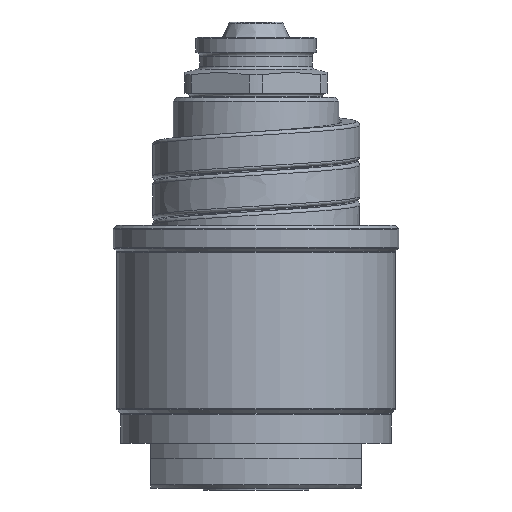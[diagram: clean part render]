
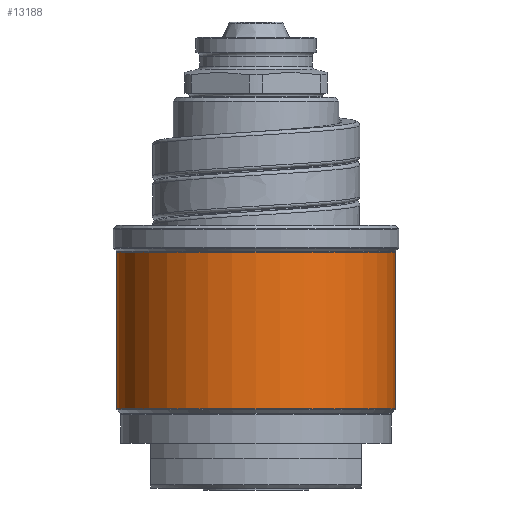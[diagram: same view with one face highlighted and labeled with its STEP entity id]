
A CAD part, front view. The second image highlights one B-rep face of the part: STEP entity #13188.
In plain terms, the highlighted cylindrical face has radius 18.5 mm (diameter 37 mm), a partial arc.
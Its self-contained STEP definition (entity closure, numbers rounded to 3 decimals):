
#4825=CARTESIAN_POINT('',(0.,0.,10.583));
#4826=DIRECTION('',(0.,0.,1.));
#4827=DIRECTION('',(-1.,0.,0.));
#4828=AXIS2_PLACEMENT_3D('',#4825,#4826,#4827);
#4830=DIRECTION('',(0.,0.,-1.));
#4831=VECTOR('',#4830,20.834);
#4832=CARTESIAN_POINT('',(-18.5,0.,31.417));
#4833=LINE('',#4832,#4831);
#4834=CARTESIAN_POINT('',(0.,0.,31.417));
#4835=DIRECTION('',(0.,0.,1.));
#4836=DIRECTION('',(-1.,0.,0.));
#4837=AXIS2_PLACEMENT_3D('',#4834,#4835,#4836);
#4839=DIRECTION('',(0.,0.,-1.));
#4840=VECTOR('',#4839,20.834);
#4841=CARTESIAN_POINT('',(18.5,0.,31.417));
#4842=LINE('',#4841,#4840);
#5177=CARTESIAN_POINT('',(18.5,0.,31.417));
#5178=CARTESIAN_POINT('',(-18.5,0.,31.417));
#5179=VERTEX_POINT('',#5177);
#5180=VERTEX_POINT('',#5178);
#5203=CARTESIAN_POINT('',(18.5,0.,10.583));
#5204=VERTEX_POINT('',#5203);
#5205=CARTESIAN_POINT('',(-18.5,0.,10.583));
#5206=VERTEX_POINT('',#5205);
#13176=CARTESIAN_POINT('',(0.,0.,8.75));
#13177=DIRECTION('',(0.,0.,1.));
#13178=DIRECTION('',(-1.,0.,0.));
#13179=AXIS2_PLACEMENT_3D('',#13176,#13177,#13178);
#13180=CYLINDRICAL_SURFACE('',#13179,18.5);
#13181=ORIENTED_EDGE('',*,*,#11321,.F.);
#13182=ORIENTED_EDGE('',*,*,#11302,.F.);
#13184=ORIENTED_EDGE('',*,*,#13183,.T.);
#13185=ORIENTED_EDGE('',*,*,#11298,.T.);
#13186=EDGE_LOOP('',(#13181,#13182,#13184,#13185));
#13187=FACE_OUTER_BOUND('',#13186,.F.);
#4829=CIRCLE('',#4828,18.5);
#4838=CIRCLE('',#4837,18.5);
#11298=EDGE_CURVE('',#5179,#5204,#4842,.T.);
#11302=EDGE_CURVE('',#5180,#5206,#4833,.T.);
#11321=EDGE_CURVE('',#5206,#5204,#4829,.T.);
#13183=EDGE_CURVE('',#5180,#5179,#4838,.T.);
#13188=ADVANCED_FACE('',(#13187),#13180,.T.);
